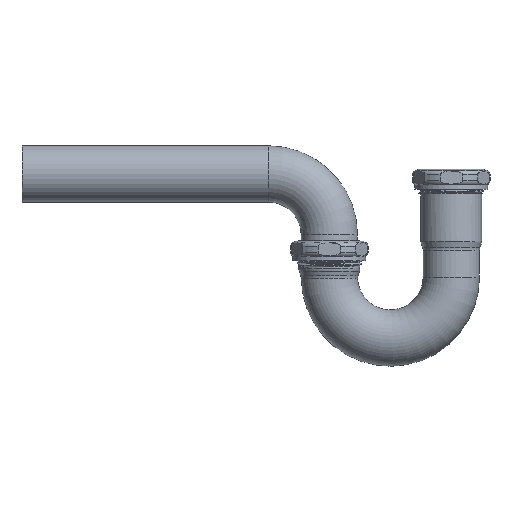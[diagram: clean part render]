
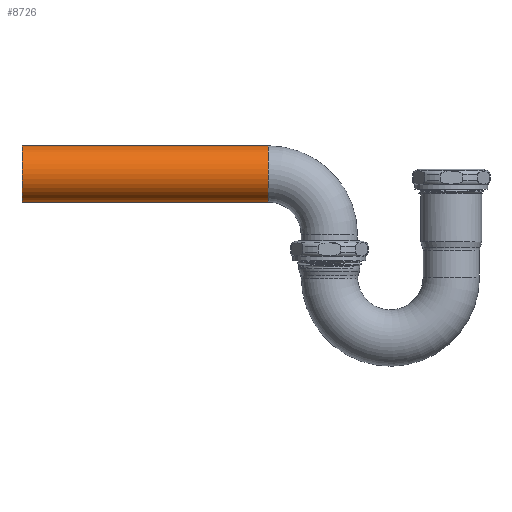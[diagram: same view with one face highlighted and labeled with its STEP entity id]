
A CAD part, top view. The second image highlights one B-rep face of the part: STEP entity #8726.
In plain terms, the highlighted cylindrical face has radius 19.05 mm (diameter 38.1 mm), a partial arc.
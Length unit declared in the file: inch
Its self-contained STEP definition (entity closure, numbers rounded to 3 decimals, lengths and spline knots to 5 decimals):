
#4132=CARTESIAN_POINT('',(-3.25,2.7475,0.));
#4133=DIRECTION('',(-1.,0.,0.));
#4134=DIRECTION('',(0.,-1.,0.));
#4135=AXIS2_PLACEMENT_3D('',#4132,#4133,#4134);
#4137=DIRECTION('',(-1.,0.,0.));
#4138=VECTOR('',#4137,6.5625);
#4139=CARTESIAN_POINT('',(-3.25,1.9975,0.));
#4140=LINE('',#4139,#4138);
#4146=DIRECTION('',(-1.,0.,0.));
#4147=VECTOR('',#4146,6.5625);
#4148=CARTESIAN_POINT('',(-3.25,3.4975,0.));
#4149=LINE('',#4148,#4147);
#4150=CARTESIAN_POINT('',(-9.8125,2.7475,0.));
#4151=DIRECTION('',(-1.,0.,0.));
#4152=DIRECTION('',(0.,-1.,0.));
#4153=AXIS2_PLACEMENT_3D('',#4150,#4151,#4152);
#4785=CARTESIAN_POINT('',(-3.25,1.9975,0.));
#4786=CARTESIAN_POINT('',(-3.25,3.4975,0.));
#4787=VERTEX_POINT('',#4785);
#4788=VERTEX_POINT('',#4786);
#4789=CARTESIAN_POINT('',(-9.8125,1.9975,0.));
#4790=CARTESIAN_POINT('',(-9.8125,3.4975,0.));
#4791=VERTEX_POINT('',#4789);
#4792=VERTEX_POINT('',#4790);
#8712=CARTESIAN_POINT('',(-3.25,2.7475,0.));
#8713=DIRECTION('',(-1.,0.,0.));
#8714=DIRECTION('',(0.,-1.,0.));
#8715=AXIS2_PLACEMENT_3D('',#8712,#8713,#8714);
#8716=CYLINDRICAL_SURFACE('',#8715,0.75);
#8717=ORIENTED_EDGE('',*,*,#8706,.F.);
#8719=ORIENTED_EDGE('',*,*,#8718,.T.);
#8721=ORIENTED_EDGE('',*,*,#8720,.T.);
#8723=ORIENTED_EDGE('',*,*,#8722,.F.);
#8724=EDGE_LOOP('',(#8717,#8719,#8721,#8723));
#8725=FACE_OUTER_BOUND('',#8724,.F.);
#8726=ADVANCED_FACE('',(#8725),#8716,.T.);
#4136=CIRCLE('',#4135,0.75);
#4154=CIRCLE('',#4153,0.75);
#8706=EDGE_CURVE('',#4787,#4788,#4136,.T.);
#8718=EDGE_CURVE('',#4787,#4791,#4140,.T.);
#8720=EDGE_CURVE('',#4791,#4792,#4154,.T.);
#8722=EDGE_CURVE('',#4788,#4792,#4149,.T.);
